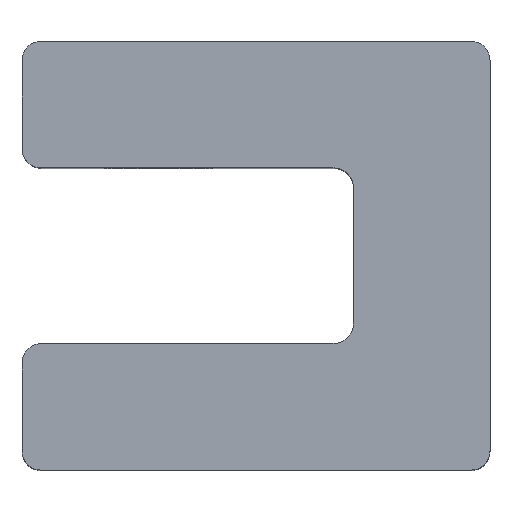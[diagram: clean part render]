
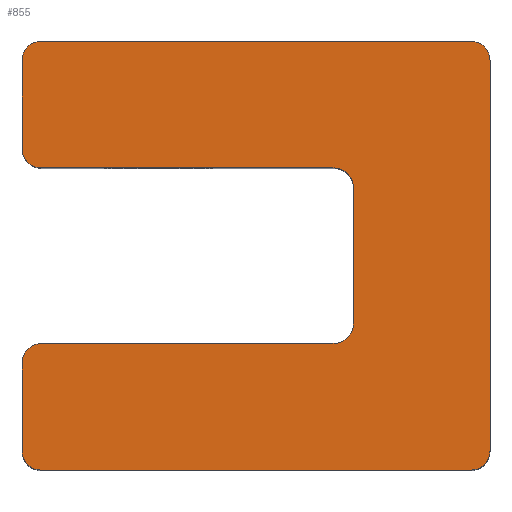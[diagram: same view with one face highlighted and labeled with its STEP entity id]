
A CAD part, top view. The second image highlights one B-rep face of the part: STEP entity #855.
In plain terms, the highlighted planar face has unit normal (0, 0, 1).
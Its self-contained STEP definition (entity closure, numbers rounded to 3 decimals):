
#27 = DIRECTION ( 'NONE',  ( -1., 0., 0. ) ) ;
#29 = CARTESIAN_POINT ( 'NONE',  ( 5., 3.5, 18. ) ) ;
#31 = CARTESIAN_POINT ( 'NONE',  ( 5., -4.5, 18. ) ) ;
#37 = DIRECTION ( 'NONE',  ( -1., 0., 0. ) ) ;
#44 = VECTOR ( 'NONE', #501, 1000. ) ;
#52 = DIRECTION ( 'NONE',  ( 0., -1., 0. ) ) ;
#65 = CARTESIAN_POINT ( 'NONE',  ( -11., 5.5, 18. ) ) ;
#67 = VECTOR ( 'NONE', #309, 1000. ) ;
#73 = VERTEX_POINT ( 'NONE', #253 ) ;
#77 = ORIENTED_EDGE ( 'NONE', *, *, #1140, .T. ) ;
#105 = CARTESIAN_POINT ( 'NONE',  ( -12., 11., 18. ) ) ;
#111 = CIRCLE ( 'NONE', #288, 1. ) ;
#115 = DIRECTION ( 'NONE',  ( -1., 0., 0. ) ) ;
#124 = DIRECTION ( 'NONE',  ( -1., 0., 0. ) ) ;
#129 = AXIS2_PLACEMENT_3D ( 'NONE', #913, #1019, #1155 ) ;
#151 = LINE ( 'NONE', #1207, #664 ) ;
#154 = AXIS2_PLACEMENT_3D ( 'NONE', #198, #619, #1346 ) ;
#156 = EDGE_CURVE ( 'NONE', #510, #373, #861, .T. ) ;
#159 = VECTOR ( 'NONE', #405, 1000. ) ;
#168 = DIRECTION ( 'NONE',  ( 0., 0., -1. ) ) ;
#171 = EDGE_CURVE ( 'NONE', #1157, #182, #1321, .T. ) ;
#182 = VERTEX_POINT ( 'NONE', #363 ) ;
#195 = CARTESIAN_POINT ( 'NONE',  ( 4., 3.5, 18. ) ) ;
#198 = CARTESIAN_POINT ( 'NONE',  ( 11., 10., 18. ) ) ;
#224 = VERTEX_POINT ( 'NONE', #1036 ) ;
#225 = DIRECTION ( 'NONE',  ( -1., 0., 0. ) ) ;
#238 = LINE ( 'NONE', #1301, #488 ) ;
#249 = ORIENTED_EDGE ( 'NONE', *, *, #828, .T. ) ;
#253 = CARTESIAN_POINT ( 'NONE',  ( -12., -5.5, 18. ) ) ;
#256 = LINE ( 'NONE', #579, #67 ) ;
#257 = LINE ( 'NONE', #905, #1261 ) ;
#267 = VECTOR ( 'NONE', #225, 1000. ) ;
#277 = EDGE_CURVE ( 'NONE', #821, #498, #299, .T. ) ;
#288 = AXIS2_PLACEMENT_3D ( 'NONE', #415, #841, #1274 ) ;
#291 = EDGE_CURVE ( 'NONE', #224, #737, #1027, .T. ) ;
#299 = LINE ( 'NONE', #1228, #44 ) ;
#309 = DIRECTION ( 'NONE',  ( 0., -1., 0. ) ) ;
#312 = DIRECTION ( 'NONE',  ( 0., 0., 1. ) ) ;
#353 = CARTESIAN_POINT ( 'NONE',  ( 5., 4.5, 18. ) ) ;
#363 = CARTESIAN_POINT ( 'NONE',  ( -11., -4.5, 18. ) ) ;
#373 = VERTEX_POINT ( 'NONE', #647 ) ;
#384 = EDGE_CURVE ( 'NONE', #373, #224, #238, .T. ) ;
#386 = AXIS2_PLACEMENT_3D ( 'NONE', #1289, #863, #27 ) ;
#398 = ORIENTED_EDGE ( 'NONE', *, *, #1062, .T. ) ;
#405 = DIRECTION ( 'NONE',  ( 1., 0., 0. ) ) ;
#410 = ORIENTED_EDGE ( 'NONE', *, *, #476, .T. ) ;
#415 = CARTESIAN_POINT ( 'NONE',  ( -11., 10., 18. ) ) ;
#425 = EDGE_CURVE ( 'NONE', #182, #73, #1114, .T. ) ;
#448 = PLANE ( 'NONE',  #1117 ) ;
#458 = ORIENTED_EDGE ( 'NONE', *, *, #156, .T. ) ;
#476 = EDGE_CURVE ( 'NONE', #73, #510, #256, .T. ) ;
#488 = VECTOR ( 'NONE', #559, 1000. ) ;
#490 = DIRECTION ( 'NONE',  ( -1., 0., 0. ) ) ;
#498 = VERTEX_POINT ( 'NONE', #753 ) ;
#501 = DIRECTION ( 'NONE',  ( 0., -1., 0. ) ) ;
#510 = VERTEX_POINT ( 'NONE', #1229 ) ;
#517 = CIRCLE ( 'NONE', #625, 1. ) ;
#519 = DIRECTION ( 'NONE',  ( 0., 0., 1. ) ) ;
#535 = CARTESIAN_POINT ( 'NONE',  ( -11., 11., 18. ) ) ;
#536 = CIRCLE ( 'NONE', #1320, 1. ) ;
#559 = DIRECTION ( 'NONE',  ( 1., 0., 0. ) ) ;
#574 = AXIS2_PLACEMENT_3D ( 'NONE', #1086, #1212, #672 ) ;
#579 = CARTESIAN_POINT ( 'NONE',  ( -12., -4.5, 18. ) ) ;
#607 = CARTESIAN_POINT ( 'NONE',  ( 12., -10., 18. ) ) ;
#616 = ORIENTED_EDGE ( 'NONE', *, *, #628, .T. ) ;
#618 = VERTEX_POINT ( 'NONE', #535 ) ;
#619 = DIRECTION ( 'NONE',  ( 0., 0., 1. ) ) ;
#625 = AXIS2_PLACEMENT_3D ( 'NONE', #195, #168, #1044 ) ;
#628 = EDGE_CURVE ( 'NONE', #618, #657, #111, .T. ) ;
#647 = CARTESIAN_POINT ( 'NONE',  ( -11., -11., 18. ) ) ;
#652 = LINE ( 'NONE', #105, #267 ) ;
#657 = VERTEX_POINT ( 'NONE', #1154 ) ;
#664 = VECTOR ( 'NONE', #1003, 1000. ) ;
#672 = DIRECTION ( 'NONE',  ( -1., 0., 0. ) ) ;
#681 = EDGE_CURVE ( 'NONE', #744, #707, #536, .T. ) ;
#707 = VERTEX_POINT ( 'NONE', #734 ) ;
#711 = CARTESIAN_POINT ( 'NONE',  ( -12., 5.5, 18. ) ) ;
#734 = CARTESIAN_POINT ( 'NONE',  ( -11., 4.5, 18. ) ) ;
#737 = VERTEX_POINT ( 'NONE', #607 ) ;
#739 = EDGE_CURVE ( 'NONE', #1234, #1268, #1256, .T. ) ;
#744 = VERTEX_POINT ( 'NONE', #711 ) ;
#753 = CARTESIAN_POINT ( 'NONE',  ( 5., -3.5, 18. ) ) ;
#821 = VERTEX_POINT ( 'NONE', #29 ) ;
#828 = EDGE_CURVE ( 'NONE', #1268, #618, #652, .T. ) ;
#835 = VERTEX_POINT ( 'NONE', #1291 ) ;
#838 = ORIENTED_EDGE ( 'NONE', *, *, #989, .T. ) ;
#841 = DIRECTION ( 'NONE',  ( 0., 0., 1. ) ) ;
#843 = CARTESIAN_POINT ( 'NONE',  ( 11., 11., 18. ) ) ;
#855 = ADVANCED_FACE ( 'NONE', ( #962 ), #448, .F. ) ;
#861 = CIRCLE ( 'NONE', #574, 1. ) ;
#863 = DIRECTION ( 'NONE',  ( 0., 0., -1. ) ) ;
#866 = ORIENTED_EDGE ( 'NONE', *, *, #681, .T. ) ;
#874 = DIRECTION ( 'NONE',  ( 0., 0., -1. ) ) ;
#881 = LINE ( 'NONE', #353, #159 ) ;
#905 = CARTESIAN_POINT ( 'NONE',  ( -12., 4.5, 18. ) ) ;
#913 = CARTESIAN_POINT ( 'NONE',  ( 11., -10., 18. ) ) ;
#920 = ORIENTED_EDGE ( 'NONE', *, *, #291, .T. ) ;
#944 = EDGE_CURVE ( 'NONE', #737, #1234, #151, .T. ) ;
#962 = FACE_OUTER_BOUND ( 'NONE', #1249, .T. ) ;
#989 = EDGE_CURVE ( 'NONE', #657, #744, #257, .T. ) ;
#1003 = DIRECTION ( 'NONE',  ( 0., 1., 0. ) ) ;
#1019 = DIRECTION ( 'NONE',  ( 0., 0., 1. ) ) ;
#1027 = CIRCLE ( 'NONE', #129, 1. ) ;
#1033 = CARTESIAN_POINT ( 'NONE',  ( 4., -4.5, 18. ) ) ;
#1036 = CARTESIAN_POINT ( 'NONE',  ( 11., -11., 18. ) ) ;
#1044 = DIRECTION ( 'NONE',  ( -1., 0., 0. ) ) ;
#1049 = ORIENTED_EDGE ( 'NONE', *, *, #425, .T. ) ;
#1058 = CARTESIAN_POINT ( 'NONE',  ( 12., 10., 18. ) ) ;
#1062 = EDGE_CURVE ( 'NONE', #707, #835, #881, .T. ) ;
#1068 = VECTOR ( 'NONE', #37, 1000. ) ;
#1086 = CARTESIAN_POINT ( 'NONE',  ( -11., -10., 18. ) ) ;
#1114 = CIRCLE ( 'NONE', #1365, 1. ) ;
#1117 = AXIS2_PLACEMENT_3D ( 'NONE', #1297, #874, #124 ) ;
#1140 = EDGE_CURVE ( 'NONE', #835, #821, #517, .T. ) ;
#1154 = CARTESIAN_POINT ( 'NONE',  ( -12., 10., 18. ) ) ;
#1155 = DIRECTION ( 'NONE',  ( -1., 0., 0. ) ) ;
#1157 = VERTEX_POINT ( 'NONE', #1033 ) ;
#1161 = CARTESIAN_POINT ( 'NONE',  ( -11., -5.5, 18. ) ) ;
#1202 = ORIENTED_EDGE ( 'NONE', *, *, #171, .T. ) ;
#1207 = CARTESIAN_POINT ( 'NONE',  ( 12., 11., 18. ) ) ;
#1212 = DIRECTION ( 'NONE',  ( 0., 0., 1. ) ) ;
#1215 = ORIENTED_EDGE ( 'NONE', *, *, #384, .T. ) ;
#1218 = ORIENTED_EDGE ( 'NONE', *, *, #739, .T. ) ;
#1226 = ORIENTED_EDGE ( 'NONE', *, *, #944, .T. ) ;
#1228 = CARTESIAN_POINT ( 'NONE',  ( 5., -4.5, 18. ) ) ;
#1229 = CARTESIAN_POINT ( 'NONE',  ( -12., -10., 18. ) ) ;
#1234 = VERTEX_POINT ( 'NONE', #1058 ) ;
#1236 = CIRCLE ( 'NONE', #386, 1. ) ;
#1249 = EDGE_LOOP ( 'NONE', ( #249, #616, #838, #866, #398, #77, #1265, #1284, #1202, #1049, #410, #458, #1215, #920, #1226, #1218 ) ) ;
#1256 = CIRCLE ( 'NONE', #154, 1. ) ;
#1261 = VECTOR ( 'NONE', #52, 1000. ) ;
#1265 = ORIENTED_EDGE ( 'NONE', *, *, #277, .T. ) ;
#1268 = VERTEX_POINT ( 'NONE', #843 ) ;
#1274 = DIRECTION ( 'NONE',  ( -1., 0., 0. ) ) ;
#1284 = ORIENTED_EDGE ( 'NONE', *, *, #1351, .T. ) ;
#1289 = CARTESIAN_POINT ( 'NONE',  ( 4., -3.5, 18. ) ) ;
#1291 = CARTESIAN_POINT ( 'NONE',  ( 4., 4.5, 18. ) ) ;
#1297 = CARTESIAN_POINT ( 'NONE',  ( 0., 0., 18. ) ) ;
#1301 = CARTESIAN_POINT ( 'NONE',  ( -12., -11., 18. ) ) ;
#1320 = AXIS2_PLACEMENT_3D ( 'NONE', #65, #312, #490 ) ;
#1321 = LINE ( 'NONE', #31, #1068 ) ;
#1346 = DIRECTION ( 'NONE',  ( -1., 0., 0. ) ) ;
#1351 = EDGE_CURVE ( 'NONE', #498, #1157, #1236, .T. ) ;
#1365 = AXIS2_PLACEMENT_3D ( 'NONE', #1161, #519, #115 ) ;
